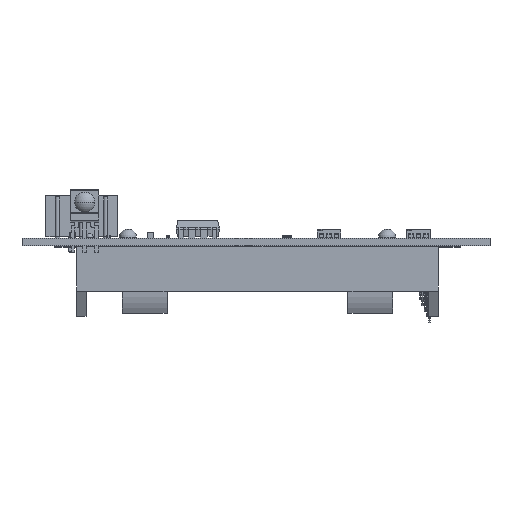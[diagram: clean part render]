
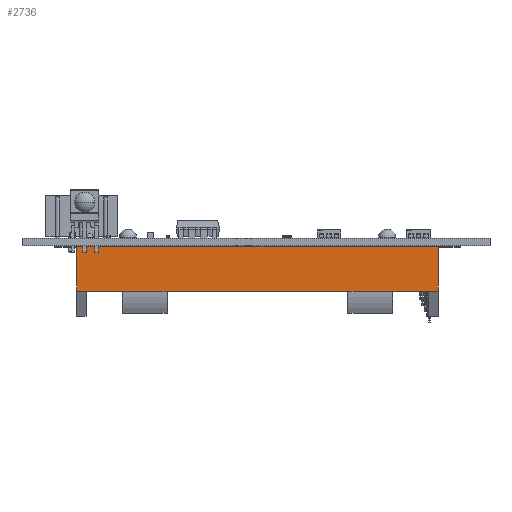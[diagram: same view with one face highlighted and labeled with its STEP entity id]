
A CAD part, front view. The second image highlights one B-rep face of the part: STEP entity #2736.
In plain terms, the highlighted face is planar.
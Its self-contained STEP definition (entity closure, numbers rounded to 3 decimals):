
#2136 = VERTEX_POINT('',#2137);
#2137 = CARTESIAN_POINT('',(-28.82,10.325,9.6));
#2157 = CYLINDRICAL_SURFACE('',#2158,9.);
#2158 = AXIS2_PLACEMENT_3D('',#2159,#2160,#2161);
#2159 = CARTESIAN_POINT('',(-32.5,1.325,9.6));
#2160 = DIRECTION('',(-1.,0.,0.));
#2161 = DIRECTION('',(0.,1.,0.));
#2185 = PLANE('',#2186);
#2186 = AXIS2_PLACEMENT_3D('',#2187,#2188,#2189);
#2187 = CARTESIAN_POINT('',(0.,9.537,9.6));
#2188 = DIRECTION('',(0.,0.,1.));
#2189 = DIRECTION('',(0.,1.,0.));
#2250 = VERTEX_POINT('',#2251);
#2251 = CARTESIAN_POINT('',(-19.263,10.325,9.6));
#2282 = EDGE_CURVE('',#2136,#2250,#2283,.T.);
#2283 = SURFACE_CURVE('',#2284,(#2288,#2295),.PCURVE_S1.);
#2284 = LINE('',#2285,#2286);
#2285 = CARTESIAN_POINT('',(-32.5,10.325,9.6));
#2286 = VECTOR('',#2287,1.);
#2287 = DIRECTION('',(1.,0.,0.));
#2288 = PCURVE('',#2157,#2289);
#2289 = DEFINITIONAL_REPRESENTATION('',(#2290),#2294);
#2290 = LINE('',#2291,#2292);
#2291 = CARTESIAN_POINT('',(6.283,0.));
#2292 = VECTOR('',#2293,1.);
#2293 = DIRECTION('',(0.,-1.));
#2294 = ( GEOMETRIC_REPRESENTATION_CONTEXT(2) 
PARAMETRIC_REPRESENTATION_CONTEXT() REPRESENTATION_CONTEXT('2D SPACE',''
  ) );
#2295 = PCURVE('',#2296,#2301);
#2296 = PLANE('',#2297);
#2297 = AXIS2_PLACEMENT_3D('',#2298,#2299,#2300);
#2298 = CARTESIAN_POINT('',(38.525,10.325,0.1));
#2299 = DIRECTION('',(0.,-1.,0.));
#2300 = DIRECTION('',(-1.,0.,0.));
#2301 = DEFINITIONAL_REPRESENTATION('',(#2302),#2306);
#2302 = LINE('',#2303,#2304);
#2303 = CARTESIAN_POINT('',(71.025,-9.5));
#2304 = VECTOR('',#2305,1.);
#2305 = DIRECTION('',(-1.,0.));
#2306 = ( GEOMETRIC_REPRESENTATION_CONTEXT(2) 
PARAMETRIC_REPRESENTATION_CONTEXT() REPRESENTATION_CONTEXT('2D SPACE',''
  ) );
#2448 = VERTEX_POINT('',#2449);
#2449 = CARTESIAN_POINT('',(38.525,10.325,9.6));
#2463 = PLANE('',#2464);
#2464 = AXIS2_PLACEMENT_3D('',#2465,#2466,#2467);
#2465 = CARTESIAN_POINT('',(38.525,0.,8.36));
#2466 = DIRECTION('',(1.,0.,0.));
#2467 = DIRECTION('',(0.,0.,1.));
#2475 = EDGE_CURVE('',#2476,#2448,#2478,.T.);
#2476 = VERTEX_POINT('',#2477);
#2477 = CARTESIAN_POINT('',(28.82,10.325,9.6));
#2478 = SURFACE_CURVE('',#2479,(#2483,#2490),.PCURVE_S1.);
#2479 = LINE('',#2480,#2481);
#2480 = CARTESIAN_POINT('',(-32.5,10.325,9.6));
#2481 = VECTOR('',#2482,1.);
#2482 = DIRECTION('',(1.,0.,0.));
#2483 = PCURVE('',#2185,#2484);
#2484 = DEFINITIONAL_REPRESENTATION('',(#2485),#2489);
#2485 = LINE('',#2486,#2487);
#2486 = CARTESIAN_POINT('',(0.788,32.5));
#2487 = VECTOR('',#2488,1.);
#2488 = DIRECTION('',(0.,-1.));
#2489 = ( GEOMETRIC_REPRESENTATION_CONTEXT(2) 
PARAMETRIC_REPRESENTATION_CONTEXT() REPRESENTATION_CONTEXT('2D SPACE',''
  ) );
#2490 = PCURVE('',#2296,#2491);
#2491 = DEFINITIONAL_REPRESENTATION('',(#2492),#2496);
#2492 = LINE('',#2493,#2494);
#2493 = CARTESIAN_POINT('',(71.025,-9.5));
#2494 = VECTOR('',#2495,1.);
#2495 = DIRECTION('',(-1.,0.));
#2496 = ( GEOMETRIC_REPRESENTATION_CONTEXT(2) 
PARAMETRIC_REPRESENTATION_CONTEXT() REPRESENTATION_CONTEXT('2D SPACE',''
  ) );
#2555 = VERTEX_POINT('',#2556);
#2556 = CARTESIAN_POINT('',(19.263,10.325,9.6));
#2582 = EDGE_CURVE('',#2250,#2555,#2583,.T.);
#2583 = SURFACE_CURVE('',#2584,(#2588,#2595),.PCURVE_S1.);
#2584 = LINE('',#2585,#2586);
#2585 = CARTESIAN_POINT('',(-32.5,10.325,9.6));
#2586 = VECTOR('',#2587,1.);
#2587 = DIRECTION('',(1.,0.,0.));
#2588 = PCURVE('',#2185,#2589);
#2589 = DEFINITIONAL_REPRESENTATION('',(#2590),#2594);
#2590 = LINE('',#2591,#2592);
#2591 = CARTESIAN_POINT('',(0.788,32.5));
#2592 = VECTOR('',#2593,1.);
#2593 = DIRECTION('',(0.,-1.));
#2594 = ( GEOMETRIC_REPRESENTATION_CONTEXT(2) 
PARAMETRIC_REPRESENTATION_CONTEXT() REPRESENTATION_CONTEXT('2D SPACE',''
  ) );
#2595 = PCURVE('',#2296,#2596);
#2596 = DEFINITIONAL_REPRESENTATION('',(#2597),#2601);
#2597 = LINE('',#2598,#2599);
#2598 = CARTESIAN_POINT('',(71.025,-9.5));
#2599 = VECTOR('',#2600,1.);
#2600 = DIRECTION('',(-1.,0.));
#2601 = ( GEOMETRIC_REPRESENTATION_CONTEXT(2) 
PARAMETRIC_REPRESENTATION_CONTEXT() REPRESENTATION_CONTEXT('2D SPACE',''
  ) );
#2626 = EDGE_CURVE('',#2136,#2627,#2629,.T.);
#2627 = VERTEX_POINT('',#2628);
#2628 = CARTESIAN_POINT('',(-38.525,10.325,9.6));
#2629 = SURFACE_CURVE('',#2630,(#2634,#2641),.PCURVE_S1.);
#2630 = LINE('',#2631,#2632);
#2631 = CARTESIAN_POINT('',(38.525,10.325,9.6));
#2632 = VECTOR('',#2633,1.);
#2633 = DIRECTION('',(-1.,0.,0.));
#2634 = PCURVE('',#2185,#2635);
#2635 = DEFINITIONAL_REPRESENTATION('',(#2636),#2640);
#2636 = LINE('',#2637,#2638);
#2637 = CARTESIAN_POINT('',(0.788,-38.525));
#2638 = VECTOR('',#2639,1.);
#2639 = DIRECTION('',(0.,1.));
#2640 = ( GEOMETRIC_REPRESENTATION_CONTEXT(2) 
PARAMETRIC_REPRESENTATION_CONTEXT() REPRESENTATION_CONTEXT('2D SPACE',''
  ) );
#2641 = PCURVE('',#2296,#2642);
#2642 = DEFINITIONAL_REPRESENTATION('',(#2643),#2647);
#2643 = LINE('',#2644,#2645);
#2644 = CARTESIAN_POINT('',(0.,-9.5));
#2645 = VECTOR('',#2646,1.);
#2646 = DIRECTION('',(1.,0.));
#2647 = ( GEOMETRIC_REPRESENTATION_CONTEXT(2) 
PARAMETRIC_REPRESENTATION_CONTEXT() REPRESENTATION_CONTEXT('2D SPACE',''
  ) );
#2665 = PLANE('',#2666);
#2666 = AXIS2_PLACEMENT_3D('',#2667,#2668,#2669);
#2667 = CARTESIAN_POINT('',(-38.525,0.,8.36));
#2668 = DIRECTION('',(-1.,0.,0.));
#2669 = DIRECTION('',(0.,0.,-1.));
#2736 = ADVANCED_FACE('',(#2737),#2296,.F.);
#2737 = FACE_BOUND('',#2738,.F.);
#2738 = EDGE_LOOP('',(#2739,#2769,#2790,#2791,#2817,#2818,#2819,#2820));
#2739 = ORIENTED_EDGE('',*,*,#2740,.F.);
#2740 = EDGE_CURVE('',#2741,#2743,#2745,.T.);
#2741 = VERTEX_POINT('',#2742);
#2742 = CARTESIAN_POINT('',(38.525,10.325,0.1));
#2743 = VERTEX_POINT('',#2744);
#2744 = CARTESIAN_POINT('',(-38.525,10.325,0.1));
#2745 = SURFACE_CURVE('',#2746,(#2750,#2757),.PCURVE_S1.);
#2746 = LINE('',#2747,#2748);
#2747 = CARTESIAN_POINT('',(38.525,10.325,0.1));
#2748 = VECTOR('',#2749,1.);
#2749 = DIRECTION('',(-1.,0.,0.));
#2750 = PCURVE('',#2296,#2751);
#2751 = DEFINITIONAL_REPRESENTATION('',(#2752),#2756);
#2752 = LINE('',#2753,#2754);
#2753 = CARTESIAN_POINT('',(0.,0.));
#2754 = VECTOR('',#2755,1.);
#2755 = DIRECTION('',(1.,0.));
#2756 = ( GEOMETRIC_REPRESENTATION_CONTEXT(2) 
PARAMETRIC_REPRESENTATION_CONTEXT() REPRESENTATION_CONTEXT('2D SPACE',''
  ) );
#2757 = PCURVE('',#2758,#2763);
#2758 = PLANE('',#2759);
#2759 = AXIS2_PLACEMENT_3D('',#2760,#2761,#2762);
#2760 = CARTESIAN_POINT('',(0.,0.,0.1));
#2761 = DIRECTION('',(0.,0.,1.));
#2762 = DIRECTION('',(1.,0.,0.));
#2763 = DEFINITIONAL_REPRESENTATION('',(#2764),#2768);
#2764 = LINE('',#2765,#2766);
#2765 = CARTESIAN_POINT('',(38.525,10.325));
#2766 = VECTOR('',#2767,1.);
#2767 = DIRECTION('',(-1.,0.));
#2768 = ( GEOMETRIC_REPRESENTATION_CONTEXT(2) 
PARAMETRIC_REPRESENTATION_CONTEXT() REPRESENTATION_CONTEXT('2D SPACE',''
  ) );
#2769 = ORIENTED_EDGE('',*,*,#2770,.T.);
#2770 = EDGE_CURVE('',#2741,#2448,#2771,.T.);
#2771 = SURFACE_CURVE('',#2772,(#2776,#2783),.PCURVE_S1.);
#2772 = LINE('',#2773,#2774);
#2773 = CARTESIAN_POINT('',(38.525,10.325,0.1));
#2774 = VECTOR('',#2775,1.);
#2775 = DIRECTION('',(0.,0.,1.));
#2776 = PCURVE('',#2296,#2777);
#2777 = DEFINITIONAL_REPRESENTATION('',(#2778),#2782);
#2778 = LINE('',#2779,#2780);
#2779 = CARTESIAN_POINT('',(0.,0.));
#2780 = VECTOR('',#2781,1.);
#2781 = DIRECTION('',(0.,-1.));
#2782 = ( GEOMETRIC_REPRESENTATION_CONTEXT(2) 
PARAMETRIC_REPRESENTATION_CONTEXT() REPRESENTATION_CONTEXT('2D SPACE',''
  ) );
#2783 = PCURVE('',#2463,#2784);
#2784 = DEFINITIONAL_REPRESENTATION('',(#2785),#2789);
#2785 = LINE('',#2786,#2787);
#2786 = CARTESIAN_POINT('',(-8.26,-10.325));
#2787 = VECTOR('',#2788,1.);
#2788 = DIRECTION('',(1.,0.));
#2789 = ( GEOMETRIC_REPRESENTATION_CONTEXT(2) 
PARAMETRIC_REPRESENTATION_CONTEXT() REPRESENTATION_CONTEXT('2D SPACE',''
  ) );
#2790 = ORIENTED_EDGE('',*,*,#2475,.F.);
#2791 = ORIENTED_EDGE('',*,*,#2792,.F.);
#2792 = EDGE_CURVE('',#2555,#2476,#2793,.T.);
#2793 = SURFACE_CURVE('',#2794,(#2798,#2805),.PCURVE_S1.);
#2794 = LINE('',#2795,#2796);
#2795 = CARTESIAN_POINT('',(-32.5,10.325,9.6));
#2796 = VECTOR('',#2797,1.);
#2797 = DIRECTION('',(1.,0.,0.));
#2798 = PCURVE('',#2296,#2799);
#2799 = DEFINITIONAL_REPRESENTATION('',(#2800),#2804);
#2800 = LINE('',#2801,#2802);
#2801 = CARTESIAN_POINT('',(71.025,-9.5));
#2802 = VECTOR('',#2803,1.);
#2803 = DIRECTION('',(-1.,0.));
#2804 = ( GEOMETRIC_REPRESENTATION_CONTEXT(2) 
PARAMETRIC_REPRESENTATION_CONTEXT() REPRESENTATION_CONTEXT('2D SPACE',''
  ) );
#2805 = PCURVE('',#2806,#2811);
#2806 = CYLINDRICAL_SURFACE('',#2807,9.);
#2807 = AXIS2_PLACEMENT_3D('',#2808,#2809,#2810);
#2808 = CARTESIAN_POINT('',(-32.5,1.325,9.6));
#2809 = DIRECTION('',(-1.,0.,0.));
#2810 = DIRECTION('',(0.,1.,0.));
#2811 = DEFINITIONAL_REPRESENTATION('',(#2812),#2816);
#2812 = LINE('',#2813,#2814);
#2813 = CARTESIAN_POINT('',(6.283,0.));
#2814 = VECTOR('',#2815,1.);
#2815 = DIRECTION('',(0.,-1.));
#2816 = ( GEOMETRIC_REPRESENTATION_CONTEXT(2) 
PARAMETRIC_REPRESENTATION_CONTEXT() REPRESENTATION_CONTEXT('2D SPACE',''
  ) );
#2817 = ORIENTED_EDGE('',*,*,#2582,.F.);
#2818 = ORIENTED_EDGE('',*,*,#2282,.F.);
#2819 = ORIENTED_EDGE('',*,*,#2626,.T.);
#2820 = ORIENTED_EDGE('',*,*,#2821,.F.);
#2821 = EDGE_CURVE('',#2743,#2627,#2822,.T.);
#2822 = SURFACE_CURVE('',#2823,(#2827,#2834),.PCURVE_S1.);
#2823 = LINE('',#2824,#2825);
#2824 = CARTESIAN_POINT('',(-38.525,10.325,0.1));
#2825 = VECTOR('',#2826,1.);
#2826 = DIRECTION('',(0.,0.,1.));
#2827 = PCURVE('',#2296,#2828);
#2828 = DEFINITIONAL_REPRESENTATION('',(#2829),#2833);
#2829 = LINE('',#2830,#2831);
#2830 = CARTESIAN_POINT('',(77.05,0.));
#2831 = VECTOR('',#2832,1.);
#2832 = DIRECTION('',(0.,-1.));
#2833 = ( GEOMETRIC_REPRESENTATION_CONTEXT(2) 
PARAMETRIC_REPRESENTATION_CONTEXT() REPRESENTATION_CONTEXT('2D SPACE',''
  ) );
#2834 = PCURVE('',#2665,#2835);
#2835 = DEFINITIONAL_REPRESENTATION('',(#2836),#2840);
#2836 = LINE('',#2837,#2838);
#2837 = CARTESIAN_POINT('',(8.26,-10.325));
#2838 = VECTOR('',#2839,1.);
#2839 = DIRECTION('',(-1.,0.));
#2840 = ( GEOMETRIC_REPRESENTATION_CONTEXT(2) 
PARAMETRIC_REPRESENTATION_CONTEXT() REPRESENTATION_CONTEXT('2D SPACE',''
  ) );
